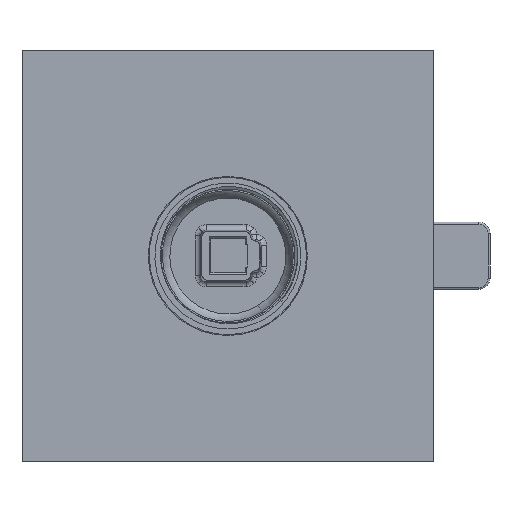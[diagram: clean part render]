
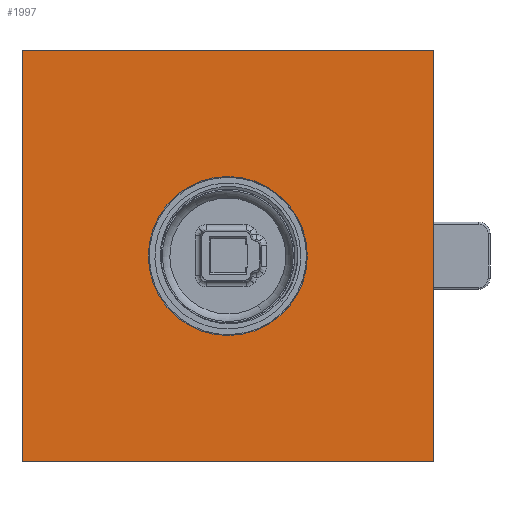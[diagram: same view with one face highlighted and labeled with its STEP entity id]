
A CAD part, left-side view. The second image highlights one B-rep face of the part: STEP entity #1997.
In plain terms, the highlighted planar face has unit normal (-1, 0, 0).
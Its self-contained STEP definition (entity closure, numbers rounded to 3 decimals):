
#41 = EDGE_CURVE ( 'NONE', #1860, #4256, #2026, .T. ) ;
#101 = PLANE ( 'NONE',  #1971 ) ;
#210 = VECTOR ( 'NONE', #4084, 1000. ) ;
#249 = CARTESIAN_POINT ( 'NONE',  ( 17.248, -6.186, 1038.5 ) ) ;
#253 = LINE ( 'NONE', #5017, #1189 ) ;
#313 = AXIS2_PLACEMENT_3D ( 'NONE', #4350, #1567, #1597 ) ;
#373 = CARTESIAN_POINT ( 'NONE',  ( 17.248, 48.814, 1093.5 ) ) ;
#639 = DIRECTION ( 'NONE',  ( 0., 0., 1. ) ) ;
#767 = LINE ( 'NONE', #2171, #210 ) ;
#813 = DIRECTION ( 'NONE',  ( 0., -1., 0. ) ) ;
#814 = CIRCLE ( 'NONE', #911, 21.25 ) ;
#911 = AXIS2_PLACEMENT_3D ( 'NONE', #249, #3629, #639 ) ;
#1002 = VERTEX_POINT ( 'NONE', #2166 ) ;
#1023 = DIRECTION ( 'NONE',  ( 0., 0., -1. ) ) ;
#1189 = VECTOR ( 'NONE', #813, 1000. ) ;
#1414 = ORIENTED_EDGE ( 'NONE', *, *, #3452, .F. ) ;
#1567 = DIRECTION ( 'NONE',  ( -1., 0., 0. ) ) ;
#1597 = DIRECTION ( 'NONE',  ( 0., 0., 1. ) ) ;
#1620 = DIRECTION ( 'NONE',  ( 0., 1., 0. ) ) ;
#1860 = VERTEX_POINT ( 'NONE', #4197 ) ;
#1971 = AXIS2_PLACEMENT_3D ( 'NONE', #2909, #5893, #4835 ) ;
#1997 = ADVANCED_FACE ( 'NONE', ( #2971, #3533 ), #101, .T. ) ;
#2026 = LINE ( 'NONE', #5355, #4939 ) ;
#2166 = CARTESIAN_POINT ( 'NONE',  ( 17.248, -6.186, 1059.75 ) ) ;
#2171 = CARTESIAN_POINT ( 'NONE',  ( 17.248, -61.186, 983.5 ) ) ;
#2186 = ORIENTED_EDGE ( 'NONE', *, *, #3118, .F. ) ;
#2272 = VERTEX_POINT ( 'NONE', #5256 ) ;
#2292 = VERTEX_POINT ( 'NONE', #5415 ) ;
#2423 = EDGE_CURVE ( 'NONE', #2292, #1860, #767, .T. ) ;
#2430 = VERTEX_POINT ( 'NONE', #5910 ) ;
#2818 = EDGE_LOOP ( 'NONE', ( #2186, #1414 ) ) ;
#2909 = CARTESIAN_POINT ( 'NONE',  ( 17.248, -6.186, 1038.5 ) ) ;
#2926 = ORIENTED_EDGE ( 'NONE', *, *, #41, .T. ) ;
#2957 = LINE ( 'NONE', #4406, #5223 ) ;
#2971 = FACE_BOUND ( 'NONE', #2818, .T. ) ;
#3012 = CIRCLE ( 'NONE', #313, 21.25 ) ;
#3118 = EDGE_CURVE ( 'NONE', #1002, #2430, #814, .T. ) ;
#3452 = EDGE_CURVE ( 'NONE', #2430, #1002, #3012, .T. ) ;
#3533 = FACE_OUTER_BOUND ( 'NONE', #6076, .T. ) ;
#3629 = DIRECTION ( 'NONE',  ( -1., 0., 0. ) ) ;
#3706 = EDGE_CURVE ( 'NONE', #4256, #2272, #2957, .T. ) ;
#3962 = ORIENTED_EDGE ( 'NONE', *, *, #5527, .T. ) ;
#4084 = DIRECTION ( 'NONE',  ( 0., 0., 1. ) ) ;
#4197 = CARTESIAN_POINT ( 'NONE',  ( 17.248, -61.186, 1093.5 ) ) ;
#4256 = VERTEX_POINT ( 'NONE', #373 ) ;
#4350 = CARTESIAN_POINT ( 'NONE',  ( 17.248, -6.186, 1038.5 ) ) ;
#4406 = CARTESIAN_POINT ( 'NONE',  ( 17.248, 48.814, 1093.5 ) ) ;
#4575 = ORIENTED_EDGE ( 'NONE', *, *, #2423, .T. ) ;
#4682 = ORIENTED_EDGE ( 'NONE', *, *, #3706, .T. ) ;
#4835 = DIRECTION ( 'NONE',  ( 0., 0., 1. ) ) ;
#4939 = VECTOR ( 'NONE', #1620, 1000. ) ;
#5017 = CARTESIAN_POINT ( 'NONE',  ( 17.248, 48.814, 983.5 ) ) ;
#5223 = VECTOR ( 'NONE', #1023, 1000. ) ;
#5256 = CARTESIAN_POINT ( 'NONE',  ( 17.248, 48.814, 983.5 ) ) ;
#5355 = CARTESIAN_POINT ( 'NONE',  ( 17.248, -61.186, 1093.5 ) ) ;
#5415 = CARTESIAN_POINT ( 'NONE',  ( 17.248, -61.186, 983.5 ) ) ;
#5527 = EDGE_CURVE ( 'NONE', #2272, #2292, #253, .T. ) ;
#5893 = DIRECTION ( 'NONE',  ( -1., 0., 0. ) ) ;
#5910 = CARTESIAN_POINT ( 'NONE',  ( 17.248, -6.186, 1017.25 ) ) ;
#6076 = EDGE_LOOP ( 'NONE', ( #2926, #4682, #3962, #4575 ) ) ;
